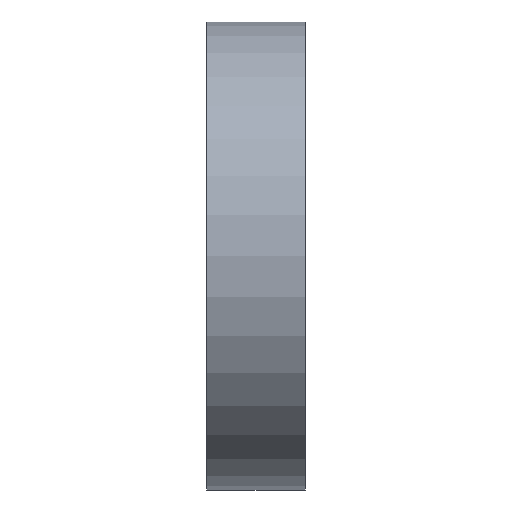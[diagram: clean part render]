
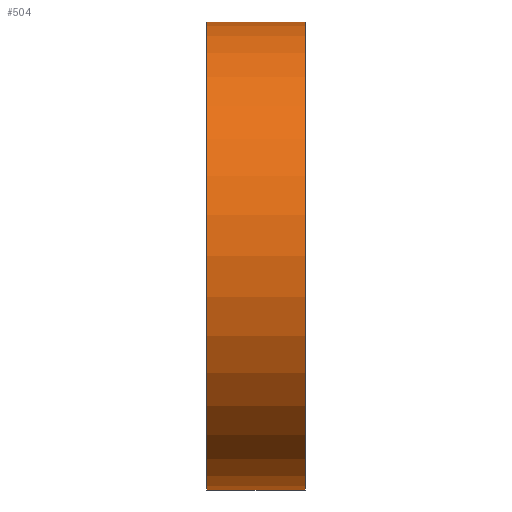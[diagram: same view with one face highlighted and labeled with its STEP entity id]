
A CAD part, left-side view. The second image highlights one B-rep face of the part: STEP entity #504.
In plain terms, the highlighted cylindrical face has radius 19.05 mm (diameter 38.1 mm), a partial arc.
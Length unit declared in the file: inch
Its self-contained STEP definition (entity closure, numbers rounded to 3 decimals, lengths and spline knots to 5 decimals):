
#27 = DIRECTION ( 'NONE',  ( 0., -1., 0. ) ) ;
#31 = DIRECTION ( 'NONE',  ( 0., 0., -1. ) ) ;
#88 = DIRECTION ( 'NONE',  ( 0., -1., 0. ) ) ;
#101 = EDGE_CURVE ( 'NONE', #807, #619, #457, .T. ) ;
#115 = EDGE_CURVE ( 'NONE', #710, #619, #589, .T. ) ;
#128 = CARTESIAN_POINT ( 'NONE',  ( 0., 0.11811, 0.75 ) ) ;
#179 = CARTESIAN_POINT ( 'NONE',  ( 0., 0.11811, 0. ) ) ;
#220 = LINE ( 'NONE', #557, #804 ) ;
#229 = DIRECTION ( 'NONE',  ( 0., 0., -1. ) ) ;
#258 = DIRECTION ( 'NONE',  ( 0., -1., 0. ) ) ;
#282 = EDGE_CURVE ( 'NONE', #992, #710, #220, .T. ) ;
#377 = AXIS2_PLACEMENT_3D ( 'NONE', #179, #88, #754 ) ;
#448 = ORIENTED_EDGE ( 'NONE', *, *, #282, .F. ) ;
#457 = LINE ( 'NONE', #520, #968 ) ;
#483 = DIRECTION ( 'NONE',  ( 0., -1., 0. ) ) ;
#504 = ADVANCED_FACE ( 'NONE', ( #656 ), #728, .T. ) ;
#508 = EDGE_LOOP ( 'NONE', ( #448, #612, #818, #1034 ) ) ;
#520 = CARTESIAN_POINT ( 'NONE',  ( 0., 1.17877, -0.75 ) ) ;
#557 = CARTESIAN_POINT ( 'NONE',  ( 0., 1.17877, 0.75 ) ) ;
#560 = EDGE_CURVE ( 'NONE', #992, #807, #695, .T. ) ;
#589 = CIRCLE ( 'NONE', #778, 0.75 ) ;
#612 = ORIENTED_EDGE ( 'NONE', *, *, #560, .T. ) ;
#619 = VERTEX_POINT ( 'NONE', #976 ) ;
#621 = AXIS2_PLACEMENT_3D ( 'NONE', #821, #483, #229 ) ;
#656 = FACE_OUTER_BOUND ( 'NONE', #508, .T. ) ;
#695 = CIRCLE ( 'NONE', #377, 0.75 ) ;
#710 = VERTEX_POINT ( 'NONE', #1025 ) ;
#728 = CYLINDRICAL_SURFACE ( 'NONE', #621, 0.75 ) ;
#744 = CARTESIAN_POINT ( 'NONE',  ( 0., 0.11811, -0.75 ) ) ;
#754 = DIRECTION ( 'NONE',  ( 0., 0., 1. ) ) ;
#778 = AXIS2_PLACEMENT_3D ( 'NONE', #1020, #27, #31 ) ;
#786 = DIRECTION ( 'NONE',  ( 0., -1., 0. ) ) ;
#804 = VECTOR ( 'NONE', #258, 39.37008 ) ;
#807 = VERTEX_POINT ( 'NONE', #744 ) ;
#818 = ORIENTED_EDGE ( 'NONE', *, *, #101, .T. ) ;
#821 = CARTESIAN_POINT ( 'NONE',  ( 0., 1.17877, 0. ) ) ;
#968 = VECTOR ( 'NONE', #786, 39.37008 ) ;
#976 = CARTESIAN_POINT ( 'NONE',  ( 0., -0.19685, -0.75 ) ) ;
#992 = VERTEX_POINT ( 'NONE', #128 ) ;
#1020 = CARTESIAN_POINT ( 'NONE',  ( 0., -0.19685, 0. ) ) ;
#1025 = CARTESIAN_POINT ( 'NONE',  ( 0., -0.19685, 0.75 ) ) ;
#1034 = ORIENTED_EDGE ( 'NONE', *, *, #115, .F. ) ;
